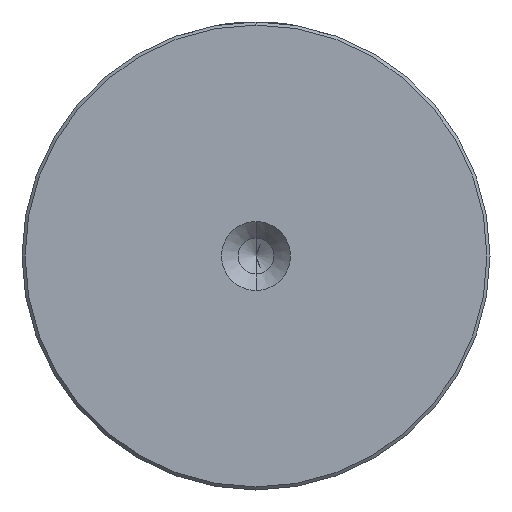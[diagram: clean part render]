
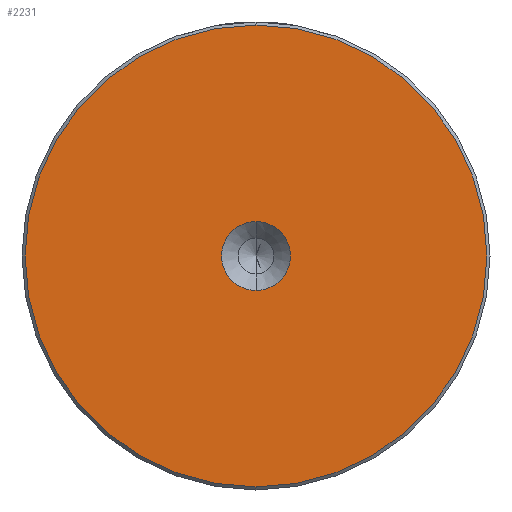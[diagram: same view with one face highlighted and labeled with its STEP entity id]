
A CAD part, left-side view. The second image highlights one B-rep face of the part: STEP entity #2231.
In plain terms, the highlighted planar face has unit normal (-1, 0, 0).
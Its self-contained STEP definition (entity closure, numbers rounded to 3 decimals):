
#12 = DIRECTION ( 'NONE',  ( 0., 0., 1. ) ) ;
#43 = VERTEX_POINT ( 'NONE', #79 ) ;
#79 = CARTESIAN_POINT ( 'NONE',  ( 0., 0., -5.6 ) ) ;
#80 = FACE_OUTER_BOUND ( 'NONE', #1617, .T. ) ;
#111 = AXIS2_PLACEMENT_3D ( 'NONE', #280, #1643, #477 ) ;
#121 = VERTEX_POINT ( 'NONE', #790 ) ;
#280 = CARTESIAN_POINT ( 'NONE',  ( 0., 0., 0. ) ) ;
#397 = CIRCLE ( 'NONE', #2032, 37.5 ) ;
#438 = CARTESIAN_POINT ( 'NONE',  ( 0., 0., 0. ) ) ;
#464 = CARTESIAN_POINT ( 'NONE',  ( 0., 0., 0. ) ) ;
#477 = DIRECTION ( 'NONE',  ( 0., 0., 1. ) ) ;
#630 = DIRECTION ( 'NONE',  ( 0., 0., 1. ) ) ;
#673 = DIRECTION ( 'NONE',  ( -1., 0., 0. ) ) ;
#725 = ORIENTED_EDGE ( 'NONE', *, *, #918, .T. ) ;
#762 = VERTEX_POINT ( 'NONE', #2213 ) ;
#790 = CARTESIAN_POINT ( 'NONE',  ( 0., 0., 5.6 ) ) ;
#798 = CIRCLE ( 'NONE', #2526, 37.5 ) ;
#832 = CARTESIAN_POINT ( 'NONE',  ( 0., 0., 0. ) ) ;
#918 = EDGE_CURVE ( 'NONE', #762, #1788, #397, .T. ) ;
#922 = ORIENTED_EDGE ( 'NONE', *, *, #948, .T. ) ;
#948 = EDGE_CURVE ( 'NONE', #1788, #762, #798, .T. ) ;
#1005 = EDGE_LOOP ( 'NONE', ( #1314, #2272 ) ) ;
#1028 = DIRECTION ( 'NONE',  ( 0., 0., 1. ) ) ;
#1202 = DIRECTION ( 'NONE',  ( -1., 0., 0. ) ) ;
#1226 = CARTESIAN_POINT ( 'NONE',  ( 0., 0., -37.5 ) ) ;
#1280 = CIRCLE ( 'NONE', #111, 5.6 ) ;
#1314 = ORIENTED_EDGE ( 'NONE', *, *, #2350, .F. ) ;
#1467 = FACE_BOUND ( 'NONE', #1005, .T. ) ;
#1477 = AXIS2_PLACEMENT_3D ( 'NONE', #464, #673, #2033 ) ;
#1617 = EDGE_LOOP ( 'NONE', ( #922, #725 ) ) ;
#1643 = DIRECTION ( 'NONE',  ( -1., 0., 0. ) ) ;
#1768 = EDGE_CURVE ( 'NONE', #43, #121, #1990, .T. ) ;
#1788 = VERTEX_POINT ( 'NONE', #1226 ) ;
#1793 = DIRECTION ( 'NONE',  ( -1., 0., 0. ) ) ;
#1831 = PLANE ( 'NONE',  #1477 ) ;
#1990 = CIRCLE ( 'NONE', #2226, 5.6 ) ;
#2032 = AXIS2_PLACEMENT_3D ( 'NONE', #2352, #1202, #12 ) ;
#2033 = DIRECTION ( 'NONE',  ( 0., 0., 1. ) ) ;
#2188 = DIRECTION ( 'NONE',  ( -1., 0., 0. ) ) ;
#2213 = CARTESIAN_POINT ( 'NONE',  ( 0., 0., 37.5 ) ) ;
#2226 = AXIS2_PLACEMENT_3D ( 'NONE', #832, #2188, #1028 ) ;
#2231 = ADVANCED_FACE ( 'NONE', ( #80, #1467 ), #1831, .T. ) ;
#2272 = ORIENTED_EDGE ( 'NONE', *, *, #1768, .F. ) ;
#2350 = EDGE_CURVE ( 'NONE', #121, #43, #1280, .T. ) ;
#2352 = CARTESIAN_POINT ( 'NONE',  ( 0., 0., 0. ) ) ;
#2526 = AXIS2_PLACEMENT_3D ( 'NONE', #438, #1793, #630 ) ;
